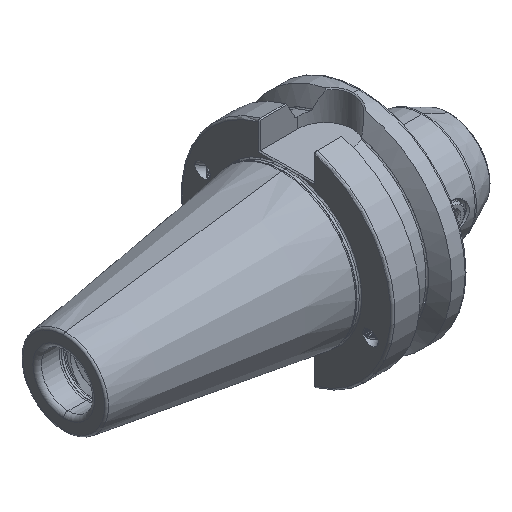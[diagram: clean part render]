
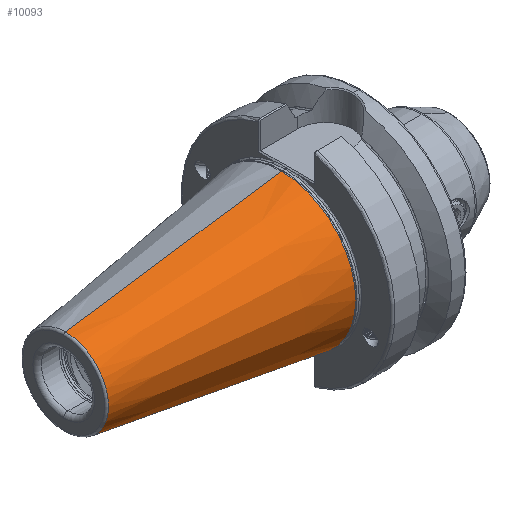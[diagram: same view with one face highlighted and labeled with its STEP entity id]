
A CAD part, isometric view. The second image highlights one B-rep face of the part: STEP entity #10093.
In plain terms, the highlighted conical face has half-angle 8.297 degrees and reference radius 34.998 mm.
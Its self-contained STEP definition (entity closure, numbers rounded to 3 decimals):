
#3069 = DIRECTION ( 'NONE',  ( 1., 0., 0. ) ) ;
#3077 = CARTESIAN_POINT ( 'NONE',  ( -2.5, 0., 0. ) ) ;
#3078 = DIRECTION ( 'NONE',  ( 0., 0., -1. ) ) ;
#3991 = CARTESIAN_POINT ( 'NONE',  ( -103.944, 0., 0. ) ) ;
#3992 = DIRECTION ( 'NONE',  ( 0., 0., -1. ) ) ;
#3995 = DIRECTION ( 'NONE',  ( 1., 0., 0. ) ) ;
#7417 = DIRECTION ( 'NONE',  ( 1., 0., 0. ) ) ;
#7437 = DIRECTION ( 'NONE',  ( 0., 0., -1. ) ) ;
#7445 = CARTESIAN_POINT ( 'NONE',  ( -2.5, 0., 0. ) ) ;
#8390 = CONICAL_SURFACE ( 'NONE', #9257, 34.998, 0.145 ) ;
#8398 = FACE_OUTER_BOUND ( 'NONE', #10981, .T. ) ;
#8712 = CIRCLE ( 'NONE', #12216, 20.204 ) ;
#8738 = CIRCLE ( 'NONE', #12182, 34.998 ) ;
#8909 = LINE ( 'NONE', #13428, #8924 ) ;
#8924 = VECTOR ( 'NONE', #13476, 1000. ) ;
#8943 = VECTOR ( 'NONE', #13460, 1000. ) ;
#8945 = LINE ( 'NONE', #13501, #8943 ) ;
#9257 = AXIS2_PLACEMENT_3D ( 'NONE', #7445, #7417, #7437 ) ;
#10093 = ADVANCED_FACE ( 'NONE', ( #8398 ), #8390, .T. ) ;
#10317 = EDGE_CURVE ( 'NONE', #15195, #15213, #8712, .T. ) ;
#10371 = EDGE_CURVE ( 'NONE', #15200, #15218, #8738, .T. ) ;
#10547 = EDGE_CURVE ( 'NONE', #15195, #15200, #8909, .T. ) ;
#10552 = EDGE_CURVE ( 'NONE', #15213, #15218, #8945, .T. ) ;
#10981 = EDGE_LOOP ( 'NONE', ( #15109, #15080, #15081, #14985 ) ) ;
#12182 = AXIS2_PLACEMENT_3D ( 'NONE', #3077, #3069, #3078 ) ;
#12216 = AXIS2_PLACEMENT_3D ( 'NONE', #3991, #3995, #3992 ) ;
#13428 = CARTESIAN_POINT ( 'NONE',  ( -2.5, 0., 34.998 ) ) ;
#13460 = DIRECTION ( 'NONE',  ( 0.99, 0., -0.144 ) ) ;
#13476 = DIRECTION ( 'NONE',  ( 0.99, 0., 0.144 ) ) ;
#13501 = CARTESIAN_POINT ( 'NONE',  ( -2.5, 0., -34.998 ) ) ;
#14704 = CARTESIAN_POINT ( 'NONE',  ( -103.944, 0., -20.204 ) ) ;
#14750 = CARTESIAN_POINT ( 'NONE',  ( -2.5, 0., 34.998 ) ) ;
#14757 = CARTESIAN_POINT ( 'NONE',  ( -103.944, 0., 20.204 ) ) ;
#14773 = CARTESIAN_POINT ( 'NONE',  ( -2.5, 0., -34.998 ) ) ;
#14985 = ORIENTED_EDGE ( 'NONE', *, *, #10371, .F. ) ;
#15080 = ORIENTED_EDGE ( 'NONE', *, *, #10317, .T. ) ;
#15081 = ORIENTED_EDGE ( 'NONE', *, *, #10552, .T. ) ;
#15109 = ORIENTED_EDGE ( 'NONE', *, *, #10547, .F. ) ;
#15195 = VERTEX_POINT ( 'NONE', #14757 ) ;
#15200 = VERTEX_POINT ( 'NONE', #14750 ) ;
#15213 = VERTEX_POINT ( 'NONE', #14704 ) ;
#15218 = VERTEX_POINT ( 'NONE', #14773 ) ;
